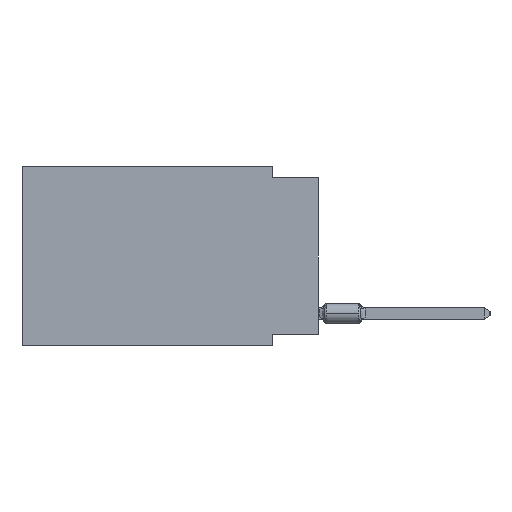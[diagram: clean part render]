
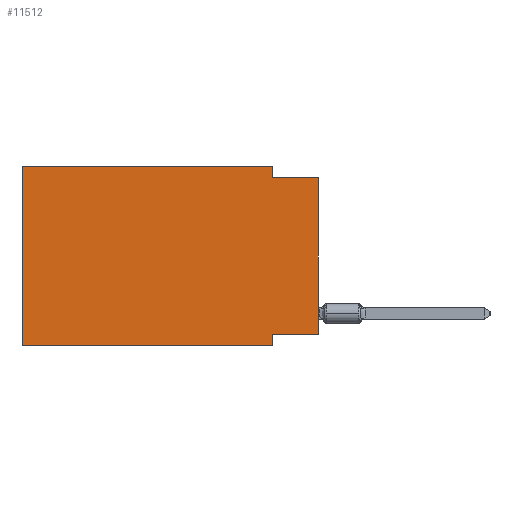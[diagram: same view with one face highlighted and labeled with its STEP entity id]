
A CAD part, left-side view. The second image highlights one B-rep face of the part: STEP entity #11512.
In plain terms, the highlighted planar face has unit normal (-1, 0, 0).
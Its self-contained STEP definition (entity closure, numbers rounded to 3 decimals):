
#3203 = LINE ( 'NONE', #22339, #32789 ) ;
#4914 = AXIS2_PLACEMENT_3D ( 'NONE', #45704, #26911, #7742 ) ;
#4976 = CARTESIAN_POINT ( 'NONE',  ( 0., 0., 0. ) ) ;
#5382 = ORIENTED_EDGE ( 'NONE', *, *, #55613, .F. ) ;
#5862 = VECTOR ( 'NONE', #39782, 1000. ) ;
#6817 = EDGE_LOOP ( 'NONE', ( #48110, #32257, #25110, #52157, #5382, #38847, #13376, #26091 ) ) ;
#7121 = DIRECTION ( 'NONE',  ( 0., 1., 0. ) ) ;
#7742 = DIRECTION ( 'NONE',  ( 0., 0., -1. ) ) ;
#7788 = CARTESIAN_POINT ( 'NONE',  ( 0., 16.383, -9.906 ) ) ;
#10905 = CARTESIAN_POINT ( 'NONE',  ( 0., 16.383, 0. ) ) ;
#11291 = EDGE_CURVE ( 'NONE', #33652, #27558, #47972, .T. ) ;
#11470 = LINE ( 'NONE', #12699, #14732 ) ;
#11512 = ADVANCED_FACE ( 'NONE', ( #36627 ), #26593, .F. ) ;
#11837 = LINE ( 'NONE', #50118, #18317 ) ;
#12699 = CARTESIAN_POINT ( 'NONE',  ( 0., 2.54, 0. ) ) ;
#13376 = ORIENTED_EDGE ( 'NONE', *, *, #47723, .F. ) ;
#13462 = CARTESIAN_POINT ( 'NONE',  ( 0., 2.54, 0. ) ) ;
#14732 = VECTOR ( 'NONE', #36257, 1000. ) ;
#18317 = VECTOR ( 'NONE', #7121, 1000. ) ;
#18638 = CARTESIAN_POINT ( 'NONE',  ( 0., 0., -0.635 ) ) ;
#19634 = CARTESIAN_POINT ( 'NONE',  ( 0., 16.383, -9.906 ) ) ;
#21270 = VERTEX_POINT ( 'NONE', #19634 ) ;
#21370 = EDGE_CURVE ( 'NONE', #32362, #33463, #11470, .T. ) ;
#22339 = CARTESIAN_POINT ( 'NONE',  ( 0., 16.383, 0. ) ) ;
#22805 = EDGE_CURVE ( 'NONE', #33652, #54381, #11837, .T. ) ;
#23842 = VERTEX_POINT ( 'NONE', #47879 ) ;
#23859 = VECTOR ( 'NONE', #34587, 1000. ) ;
#25110 = ORIENTED_EDGE ( 'NONE', *, *, #21370, .F. ) ;
#26091 = ORIENTED_EDGE ( 'NONE', *, *, #22805, .F. ) ;
#26593 = PLANE ( 'NONE',  #4914 ) ;
#26911 = DIRECTION ( 'NONE',  ( 1., 0., 0. ) ) ;
#27558 = VERTEX_POINT ( 'NONE', #32412 ) ;
#28396 = DIRECTION ( 'NONE',  ( 0., -1., 0. ) ) ;
#29223 = VECTOR ( 'NONE', #28396, 1000. ) ;
#30437 = EDGE_CURVE ( 'NONE', #21270, #23842, #49614, .T. ) ;
#31095 = LINE ( 'NONE', #59656, #39371 ) ;
#32257 = ORIENTED_EDGE ( 'NONE', *, *, #57103, .F. ) ;
#32362 = VERTEX_POINT ( 'NONE', #13462 ) ;
#32412 = CARTESIAN_POINT ( 'NONE',  ( 0., 0., -0.635 ) ) ;
#32789 = VECTOR ( 'NONE', #59002, 1000. ) ;
#33463 = VERTEX_POINT ( 'NONE', #40454 ) ;
#33652 = VERTEX_POINT ( 'NONE', #34455 ) ;
#34455 = CARTESIAN_POINT ( 'NONE',  ( 0., 0., -9.271 ) ) ;
#34587 = DIRECTION ( 'NONE',  ( 0., -1., 0. ) ) ;
#36257 = DIRECTION ( 'NONE',  ( 0., 0., -1. ) ) ;
#36627 = FACE_OUTER_BOUND ( 'NONE', #6817, .T. ) ;
#37228 = EDGE_CURVE ( 'NONE', #46107, #32362, #3203, .T. ) ;
#38847 = ORIENTED_EDGE ( 'NONE', *, *, #30437, .T. ) ;
#39371 = VECTOR ( 'NONE', #41429, 1000. ) ;
#39782 = DIRECTION ( 'NONE',  ( 0., 0., 1. ) ) ;
#40454 = CARTESIAN_POINT ( 'NONE',  ( 0., 2.54, -0.635 ) ) ;
#41429 = DIRECTION ( 'NONE',  ( 0., 0., -1. ) ) ;
#43223 = VECTOR ( 'NONE', #44158, 1000. ) ;
#44158 = DIRECTION ( 'NONE',  ( 0., 0., 1. ) ) ;
#45704 = CARTESIAN_POINT ( 'NONE',  ( 0., 16.383, 0. ) ) ;
#46107 = VERTEX_POINT ( 'NONE', #46197 ) ;
#46197 = CARTESIAN_POINT ( 'NONE',  ( 0., 16.383, 0. ) ) ;
#47723 = EDGE_CURVE ( 'NONE', #54381, #23842, #31095, .T. ) ;
#47879 = CARTESIAN_POINT ( 'NONE',  ( 0., 2.54, -9.906 ) ) ;
#47972 = LINE ( 'NONE', #4976, #5862 ) ;
#48110 = ORIENTED_EDGE ( 'NONE', *, *, #11291, .T. ) ;
#49614 = LINE ( 'NONE', #7788, #23859 ) ;
#50118 = CARTESIAN_POINT ( 'NONE',  ( 0., 0., -9.271 ) ) ;
#52157 = ORIENTED_EDGE ( 'NONE', *, *, #37228, .F. ) ;
#54381 = VERTEX_POINT ( 'NONE', #58311 ) ;
#55613 = EDGE_CURVE ( 'NONE', #21270, #46107, #58938, .T. ) ;
#56974 = LINE ( 'NONE', #18638, #29223 ) ;
#57103 = EDGE_CURVE ( 'NONE', #33463, #27558, #56974, .T. ) ;
#58311 = CARTESIAN_POINT ( 'NONE',  ( 0., 2.54, -9.271 ) ) ;
#58938 = LINE ( 'NONE', #10905, #43223 ) ;
#59002 = DIRECTION ( 'NONE',  ( 0., -1., 0. ) ) ;
#59656 = CARTESIAN_POINT ( 'NONE',  ( 0., 2.54, -9.906 ) ) ;
